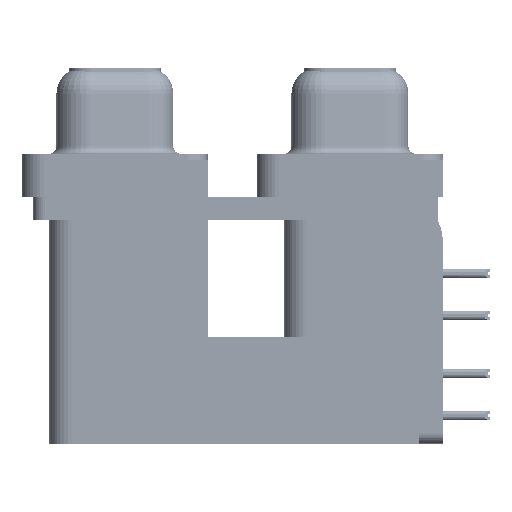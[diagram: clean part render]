
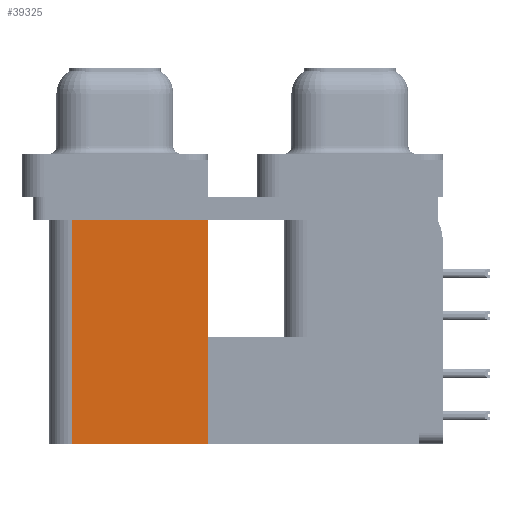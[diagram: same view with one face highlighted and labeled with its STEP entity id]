
A CAD part, left-side view. The second image highlights one B-rep face of the part: STEP entity #39325.
In plain terms, the highlighted planar face has unit normal (-1, 0, 0).
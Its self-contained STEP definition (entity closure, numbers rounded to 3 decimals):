
#102 = VERTEX_POINT ( 'NONE', #8478 ) ;
#1075 = VECTOR ( 'NONE', #57517, 1000. ) ;
#2208 = VERTEX_POINT ( 'NONE', #29422 ) ;
#5936 = DIRECTION ( 'NONE',  ( 0., 1., 0. ) ) ;
#6939 = DIRECTION ( 'NONE',  ( 1., 0., 0. ) ) ;
#8478 = CARTESIAN_POINT ( 'NONE',  ( 3.7, 9.6, -2.5 ) ) ;
#10474 = LINE ( 'NONE', #33988, #1075 ) ;
#10982 = LINE ( 'NONE', #52550, #18216 ) ;
#13491 = EDGE_CURVE ( 'NONE', #46710, #27930, #10474, .T. ) ;
#15941 = EDGE_CURVE ( 'NONE', #2208, #46710, #29462, .T. ) ;
#16116 = CARTESIAN_POINT ( 'NONE',  ( 3.7, 9.6, -19.2 ) ) ;
#17660 = EDGE_LOOP ( 'NONE', ( #47627, #41984, #33868, #53710 ) ) ;
#18216 = VECTOR ( 'NONE', #23890, 1000. ) ;
#18739 = DIRECTION ( 'NONE',  ( 0., 1., 0. ) ) ;
#23015 = LINE ( 'NONE', #32460, #33557 ) ;
#23890 = DIRECTION ( 'NONE',  ( 0., 0., 1. ) ) ;
#27930 = VERTEX_POINT ( 'NONE', #47874 ) ;
#29422 = CARTESIAN_POINT ( 'NONE',  ( 3.7, 9.6, -19.2 ) ) ;
#29462 = LINE ( 'NONE', #42604, #33299 ) ;
#32166 = CARTESIAN_POINT ( 'NONE',  ( 3.7, 18.8, -19.2 ) ) ;
#32460 = CARTESIAN_POINT ( 'NONE',  ( 3.7, 9.6, -2.5 ) ) ;
#33299 = VECTOR ( 'NONE', #5936, 1000. ) ;
#33557 = VECTOR ( 'NONE', #18739, 1000. ) ;
#33868 = ORIENTED_EDGE ( 'NONE', *, *, #15941, .F. ) ;
#33988 = CARTESIAN_POINT ( 'NONE',  ( 3.7, 18.8, -19.2 ) ) ;
#34629 = EDGE_CURVE ( 'NONE', #102, #27930, #23015, .T. ) ;
#37680 = AXIS2_PLACEMENT_3D ( 'NONE', #16116, #6939, #54286 ) ;
#37765 = EDGE_CURVE ( 'NONE', #2208, #102, #10982, .T. ) ;
#39325 = ADVANCED_FACE ( 'NONE', ( #48787 ), #39328, .F. ) ;
#39328 = PLANE ( 'NONE',  #37680 ) ;
#41984 = ORIENTED_EDGE ( 'NONE', *, *, #13491, .F. ) ;
#42604 = CARTESIAN_POINT ( 'NONE',  ( 3.7, 9.6, -19.2 ) ) ;
#46710 = VERTEX_POINT ( 'NONE', #32166 ) ;
#47627 = ORIENTED_EDGE ( 'NONE', *, *, #34629, .T. ) ;
#47874 = CARTESIAN_POINT ( 'NONE',  ( 3.7, 18.8, -2.5 ) ) ;
#48787 = FACE_OUTER_BOUND ( 'NONE', #17660, .T. ) ;
#52550 = CARTESIAN_POINT ( 'NONE',  ( 3.7, 9.6, -19.2 ) ) ;
#53710 = ORIENTED_EDGE ( 'NONE', *, *, #37765, .T. ) ;
#54286 = DIRECTION ( 'NONE',  ( 0., 1., 0. ) ) ;
#57517 = DIRECTION ( 'NONE',  ( 0., 0., 1. ) ) ;
